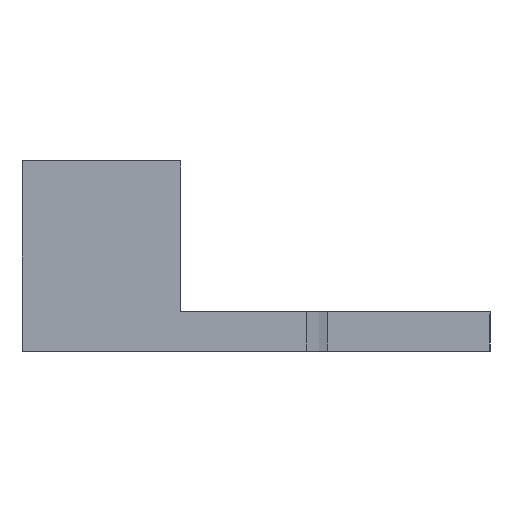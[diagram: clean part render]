
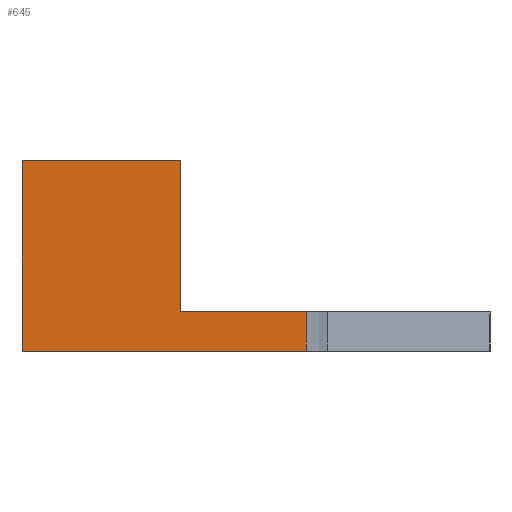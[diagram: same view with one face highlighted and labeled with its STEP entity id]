
A CAD part, front view. The second image highlights one B-rep face of the part: STEP entity #645.
In plain terms, the highlighted face is planar.
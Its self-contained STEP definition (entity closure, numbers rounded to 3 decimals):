
#44 = VERTEX_POINT ( 'NONE', #1013 ) ;
#62 = ORIENTED_EDGE ( 'NONE', *, *, #626, .T. ) ;
#72 = EDGE_LOOP ( 'NONE', ( #1080, #1229, #62, #847, #198, #919 ) ) ;
#141 = LINE ( 'NONE', #1389, #1041 ) ;
#147 = VERTEX_POINT ( 'NONE', #805 ) ;
#198 = ORIENTED_EDGE ( 'NONE', *, *, #649, .T. ) ;
#219 = VERTEX_POINT ( 'NONE', #408 ) ;
#221 = CARTESIAN_POINT ( 'NONE',  ( -79.69, -36.3, 12.3 ) ) ;
#250 = VERTEX_POINT ( 'NONE', #841 ) ;
#270 = EDGE_CURVE ( 'NONE', #830, #331, #141, .T. ) ;
#328 = DIRECTION ( 'NONE',  ( -1., 0., 0. ) ) ;
#331 = VERTEX_POINT ( 'NONE', #537 ) ;
#371 = VECTOR ( 'NONE', #402, 1000. ) ;
#402 = DIRECTION ( 'NONE',  ( -1., 0., 0. ) ) ;
#408 = CARTESIAN_POINT ( 'NONE',  ( -79.69, -36.3, 4.1 ) ) ;
#420 = VECTOR ( 'NONE', #446, 1000. ) ;
#434 = DIRECTION ( 'NONE',  ( 1., 0., 0. ) ) ;
#438 = CARTESIAN_POINT ( 'NONE',  ( -49.908, -36.3, 19.9 ) ) ;
#446 = DIRECTION ( 'NONE',  ( 0., 0., -1. ) ) ;
#458 = CARTESIAN_POINT ( 'NONE',  ( -63.09, -36.3, 4.1 ) ) ;
#462 = AXIS2_PLACEMENT_3D ( 'NONE', #1197, #752, #434 ) ;
#537 = CARTESIAN_POINT ( 'NONE',  ( -49.908, -36.3, 24. ) ) ;
#598 = LINE ( 'NONE', #221, #826 ) ;
#603 = DIRECTION ( 'NONE',  ( 1., 0., 0. ) ) ;
#626 = EDGE_CURVE ( 'NONE', #250, #44, #708, .T. ) ;
#645 = ADVANCED_FACE ( 'NONE', ( #1294 ), #975, .F. ) ;
#649 = EDGE_CURVE ( 'NONE', #147, #219, #741, .T. ) ;
#674 = EDGE_CURVE ( 'NONE', #219, #830, #598, .T. ) ;
#708 = LINE ( 'NONE', #1279, #371 ) ;
#741 = LINE ( 'NONE', #1290, #1186 ) ;
#752 = DIRECTION ( 'NONE',  ( 0., -1., 0. ) ) ;
#788 = EDGE_CURVE ( 'NONE', #147, #44, #1172, .T. ) ;
#805 = CARTESIAN_POINT ( 'NONE',  ( -63.09, -36.3, 4.1 ) ) ;
#826 = VECTOR ( 'NONE', #863, 1000. ) ;
#830 = VERTEX_POINT ( 'NONE', #1201 ) ;
#841 = CARTESIAN_POINT ( 'NONE',  ( -49.908, -36.3, 19.9 ) ) ;
#843 = LINE ( 'NONE', #438, #420 ) ;
#847 = ORIENTED_EDGE ( 'NONE', *, *, #788, .F. ) ;
#858 = EDGE_CURVE ( 'NONE', #331, #250, #843, .T. ) ;
#863 = DIRECTION ( 'NONE',  ( 0., 0., 1. ) ) ;
#919 = ORIENTED_EDGE ( 'NONE', *, *, #674, .T. ) ;
#975 = PLANE ( 'NONE',  #462 ) ;
#1013 = CARTESIAN_POINT ( 'NONE',  ( -63.09, -36.3, 19.9 ) ) ;
#1041 = VECTOR ( 'NONE', #603, 1000. ) ;
#1080 = ORIENTED_EDGE ( 'NONE', *, *, #270, .T. ) ;
#1105 = DIRECTION ( 'NONE',  ( 0., 0., 1. ) ) ;
#1172 = LINE ( 'NONE', #458, #1223 ) ;
#1186 = VECTOR ( 'NONE', #328, 1000. ) ;
#1197 = CARTESIAN_POINT ( 'NONE',  ( -30.69, -36.3, 12.3 ) ) ;
#1201 = CARTESIAN_POINT ( 'NONE',  ( -79.69, -36.3, 24. ) ) ;
#1223 = VECTOR ( 'NONE', #1105, 1000. ) ;
#1229 = ORIENTED_EDGE ( 'NONE', *, *, #858, .T. ) ;
#1279 = CARTESIAN_POINT ( 'NONE',  ( -25.298, -36.3, 19.9 ) ) ;
#1290 = CARTESIAN_POINT ( 'NONE',  ( -30.69, -36.3, 4.1 ) ) ;
#1294 = FACE_OUTER_BOUND ( 'NONE', #72, .T. ) ;
#1389 = CARTESIAN_POINT ( 'NONE',  ( -35.69, -36.3, 24. ) ) ;
